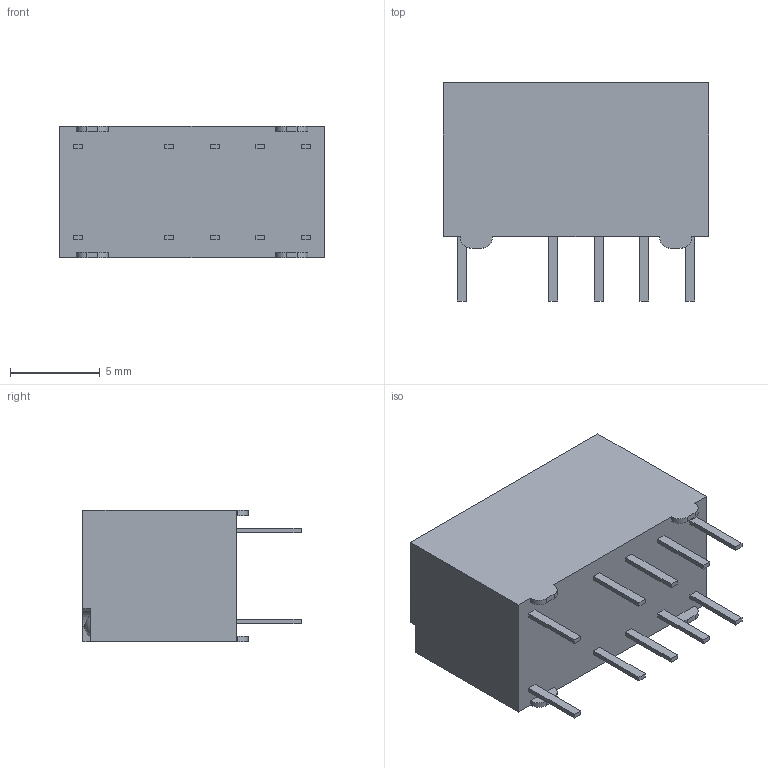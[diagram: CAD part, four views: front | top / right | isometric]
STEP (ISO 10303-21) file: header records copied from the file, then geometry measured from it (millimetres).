
FILE_DESCRIPTION (( 'STEP AP203' ), '1' );
FILE_NAME ('G6SK_2.step', '2015-11-30T07:48:40', ( 'OSMC1.0 ' ), ( ' ' ), 'SwSTEP 2.0', 'SolidWorks 2002025', '' );
FILE_SCHEMA (( 'CONFIG_CONTROL_DESIGN' ));
Length unit declared in the file: millimetre
Products named in the file (1): G6SK_2
Bounding box: 14.8 x 12.15 x 7.3 mm (x, y, z)
Volume: 927.9 mm3; surface area: 657.8 mm2
Topology: 1 solids, 1 shells, 92 faces, 235 edges, 157 vertices
Faces by surface type: plane 78, cylinder 12, sphere 2
Entity records: 2832 total; most frequent: CARTESIAN_POINT 485, ORIENTED_EDGE 470, DIRECTION 449, EDGE_CURVE 235, LINE 207, VECTOR 207, VERTEX_POINT 157, AXIS2_PLACEMENT_3D 121
